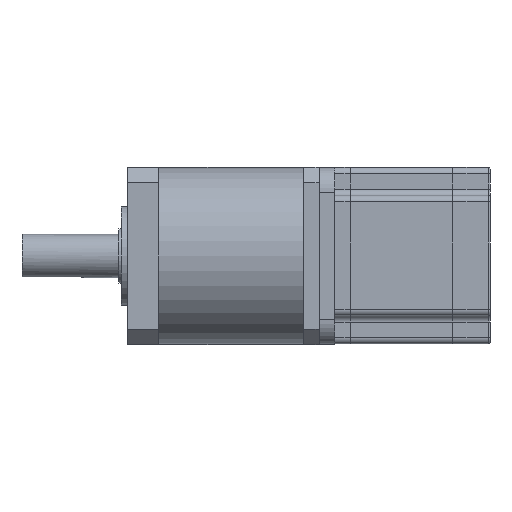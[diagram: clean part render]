
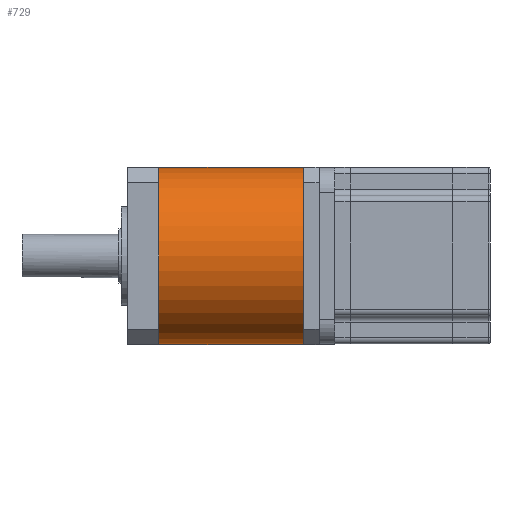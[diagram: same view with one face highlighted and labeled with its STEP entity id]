
A CAD part, left-side view. The second image highlights one B-rep face of the part: STEP entity #729.
In plain terms, the highlighted cylindrical face has radius 28.5 mm (diameter 57 mm), a partial arc.
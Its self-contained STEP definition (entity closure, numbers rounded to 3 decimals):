
#149 = CARTESIAN_POINT ( 'NONE',  ( 0., 46.65, -28.5 ) ) ;
#251 = LINE ( 'NONE', #4037, #930 ) ;
#409 = VERTEX_POINT ( 'NONE', #1074 ) ;
#500 = ORIENTED_EDGE ( 'NONE', *, *, #2710, .T. ) ;
#596 = CIRCLE ( 'NONE', #4336, 28.5 ) ;
#600 = VECTOR ( 'NONE', #4692, 1000. ) ;
#651 = DIRECTION ( 'NONE',  ( 0., -1., 0. ) ) ;
#729 = ADVANCED_FACE ( 'NONE', ( #3725 ), #2626, .T. ) ;
#848 = CIRCLE ( 'NONE', #1480, 28.5 ) ;
#930 = VECTOR ( 'NONE', #651, 1000. ) ;
#1023 = VERTEX_POINT ( 'NONE', #4711 ) ;
#1074 = CARTESIAN_POINT ( 'NONE',  ( 0., 0., -28.5 ) ) ;
#1090 = DIRECTION ( 'NONE',  ( 0., 0., -1. ) ) ;
#1163 = DIRECTION ( 'NONE',  ( 0., 1., 0. ) ) ;
#1194 = EDGE_CURVE ( 'NONE', #4666, #2177, #3150, .T. ) ;
#1231 = ORIENTED_EDGE ( 'NONE', *, *, #1194, .F. ) ;
#1337 = CARTESIAN_POINT ( 'NONE',  ( 0., 46.65, 28.5 ) ) ;
#1444 = CARTESIAN_POINT ( 'NONE',  ( 0., 46.65, 0. ) ) ;
#1476 = ORIENTED_EDGE ( 'NONE', *, *, #2480, .F. ) ;
#1480 = AXIS2_PLACEMENT_3D ( 'NONE', #1928, #1163, #1584 ) ;
#1519 = ORIENTED_EDGE ( 'NONE', *, *, #3206, .F. ) ;
#1584 = DIRECTION ( 'NONE',  ( 0., 0., 1. ) ) ;
#1749 = EDGE_LOOP ( 'NONE', ( #1476, #1231, #1519, #500, #4252 ) ) ;
#1834 = DIRECTION ( 'NONE',  ( 0., -1., 0. ) ) ;
#1928 = CARTESIAN_POINT ( 'NONE',  ( 0., 46.65, 0. ) ) ;
#2177 = VERTEX_POINT ( 'NONE', #1337 ) ;
#2312 = EDGE_CURVE ( 'NONE', #409, #1023, #596, .T. ) ;
#2480 = EDGE_CURVE ( 'NONE', #2177, #1023, #3495, .T. ) ;
#2590 = CARTESIAN_POINT ( 'NONE',  ( 0., 0., 0. ) ) ;
#2626 = CYLINDRICAL_SURFACE ( 'NONE', #3145, 28.5 ) ;
#2710 = EDGE_CURVE ( 'NONE', #2939, #409, #251, .T. ) ;
#2939 = VERTEX_POINT ( 'NONE', #149 ) ;
#3145 = AXIS2_PLACEMENT_3D ( 'NONE', #3415, #1834, #1090 ) ;
#3150 = CIRCLE ( 'NONE', #3466, 28.5 ) ;
#3206 = EDGE_CURVE ( 'NONE', #2939, #4666, #848, .T. ) ;
#3354 = DIRECTION ( 'NONE',  ( 0., 1., 0. ) ) ;
#3364 = DIRECTION ( 'NONE',  ( 0., 0., 1. ) ) ;
#3415 = CARTESIAN_POINT ( 'NONE',  ( 0., 56.65, 0. ) ) ;
#3466 = AXIS2_PLACEMENT_3D ( 'NONE', #1444, #3354, #4536 ) ;
#3495 = LINE ( 'NONE', #3542, #600 ) ;
#3497 = CARTESIAN_POINT ( 'NONE',  ( -28.5, 46.65, 0. ) ) ;
#3542 = CARTESIAN_POINT ( 'NONE',  ( 0., 56.65, 28.5 ) ) ;
#3725 = FACE_OUTER_BOUND ( 'NONE', #1749, .T. ) ;
#4037 = CARTESIAN_POINT ( 'NONE',  ( 0., 56.65, -28.5 ) ) ;
#4090 = DIRECTION ( 'NONE',  ( 0., 1., 0. ) ) ;
#4252 = ORIENTED_EDGE ( 'NONE', *, *, #2312, .T. ) ;
#4336 = AXIS2_PLACEMENT_3D ( 'NONE', #2590, #4090, #3364 ) ;
#4536 = DIRECTION ( 'NONE',  ( 0., 0., 1. ) ) ;
#4666 = VERTEX_POINT ( 'NONE', #3497 ) ;
#4692 = DIRECTION ( 'NONE',  ( 0., -1., 0. ) ) ;
#4711 = CARTESIAN_POINT ( 'NONE',  ( 0., 0., 28.5 ) ) ;
